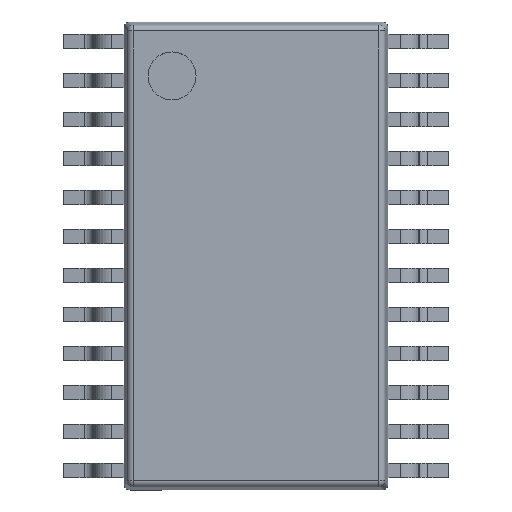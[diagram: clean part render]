
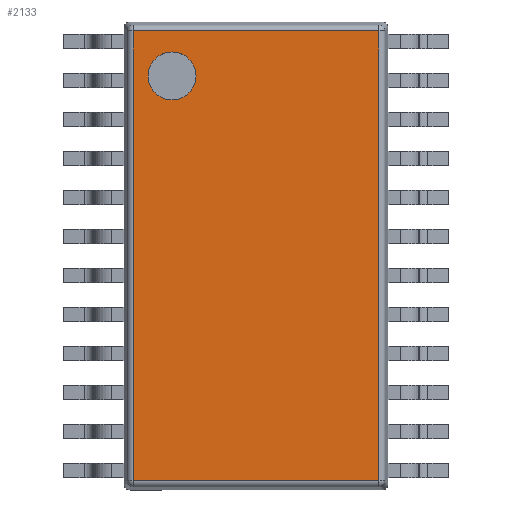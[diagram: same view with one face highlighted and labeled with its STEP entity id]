
A CAD part, top view. The second image highlights one B-rep face of the part: STEP entity #2133.
In plain terms, the highlighted face is planar.
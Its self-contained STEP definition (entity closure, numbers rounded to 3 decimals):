
#536=DIRECTION('',(-1.,0.,0.));
#537=VECTOR('',#536,7.5);
#538=CARTESIAN_POINT('',(3.75,0.375,-2.05));
#539=LINE('',#538,#537);
#550=CARTESIAN_POINT('',(3.,0.375,-1.4));
#551=DIRECTION('',(0.,-1.,0.));
#552=DIRECTION('',(1.,0.,0.));
#553=AXIS2_PLACEMENT_3D('',#550,#551,#552);
#558=CARTESIAN_POINT('',(3.,0.375,-1.4));
#559=DIRECTION('',(0.,-1.,0.));
#560=DIRECTION('',(-1.,0.,0.));
#561=AXIS2_PLACEMENT_3D('',#558,#559,#560);
#566=DIRECTION('',(1.,0.,0.));
#567=VECTOR('',#566,7.5);
#568=CARTESIAN_POINT('',(-3.75,0.375,2.05));
#569=LINE('',#568,#567);
#1475=DIRECTION('',(0.,0.,1.));
#1476=VECTOR('',#1475,4.1);
#1477=CARTESIAN_POINT('',(-3.75,0.375,-2.05));
#1478=LINE('',#1477,#1476);
#1489=DIRECTION('',(0.,0.,-1.));
#1490=VECTOR('',#1489,4.1);
#1491=CARTESIAN_POINT('',(3.75,0.375,2.05));
#1492=LINE('',#1491,#1490);
#1557=CARTESIAN_POINT('',(3.75,0.375,2.05));
#1558=CARTESIAN_POINT('',(3.75,0.375,-2.05));
#1559=VERTEX_POINT('',#1557);
#1560=VERTEX_POINT('',#1558);
#1565=CARTESIAN_POINT('',(-3.75,0.375,-2.05));
#1566=VERTEX_POINT('',#1565);
#1571=CARTESIAN_POINT('',(-3.75,0.375,2.05));
#1572=VERTEX_POINT('',#1571);
#1753=CARTESIAN_POINT('',(3.4,0.375,-1.4));
#1754=CARTESIAN_POINT('',(2.6,0.375,-1.4));
#1755=VERTEX_POINT('',#1753);
#1756=VERTEX_POINT('',#1754);
#2113=CARTESIAN_POINT('',(0.,0.375,0.));
#2114=DIRECTION('',(0.,1.,0.));
#2115=DIRECTION('',(1.,0.,0.));
#2116=AXIS2_PLACEMENT_3D('',#2113,#2114,#2115);
#2117=PLANE('',#2116);
#2119=ORIENTED_EDGE('',*,*,#2118,.F.);
#2121=ORIENTED_EDGE('',*,*,#2120,.F.);
#2122=ORIENTED_EDGE('',*,*,#2104,.F.);
#2124=ORIENTED_EDGE('',*,*,#2123,.F.);
#2125=EDGE_LOOP('',(#2119,#2121,#2122,#2124));
#2126=FACE_OUTER_BOUND('',#2125,.F.);
#2128=ORIENTED_EDGE('',*,*,#2127,.F.);
#2130=ORIENTED_EDGE('',*,*,#2129,.F.);
#2131=EDGE_LOOP('',(#2128,#2130));
#2132=FACE_BOUND('',#2131,.F.);
#2133=ADVANCED_FACE('',(#2126,#2132),#2117,.T.);
#554=CIRCLE('',#553,0.4);
#562=CIRCLE('',#561,0.4);
#2104=EDGE_CURVE('',#1560,#1566,#539,.T.);
#2118=EDGE_CURVE('',#1572,#1559,#569,.T.);
#2120=EDGE_CURVE('',#1566,#1572,#1478,.T.);
#2123=EDGE_CURVE('',#1559,#1560,#1492,.T.);
#2127=EDGE_CURVE('',#1755,#1756,#554,.T.);
#2129=EDGE_CURVE('',#1756,#1755,#562,.T.);
